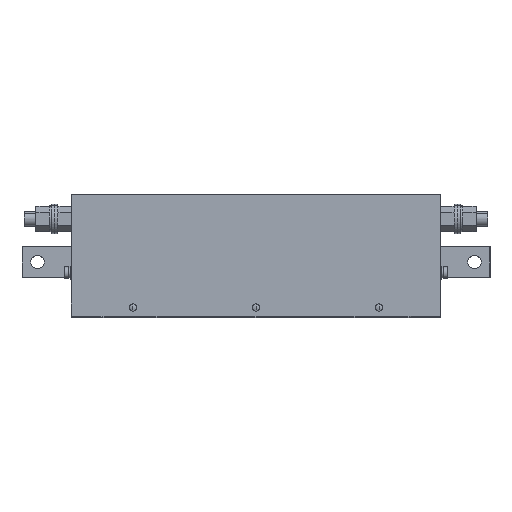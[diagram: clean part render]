
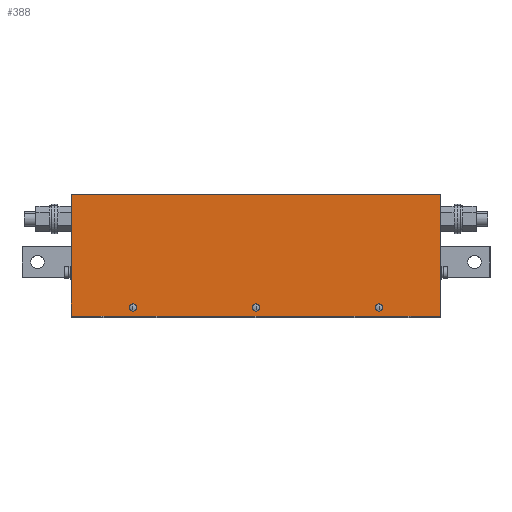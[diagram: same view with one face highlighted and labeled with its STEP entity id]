
A CAD part, top view. The second image highlights one B-rep face of the part: STEP entity #388.
In plain terms, the highlighted planar face has unit normal (0, 0, 1).
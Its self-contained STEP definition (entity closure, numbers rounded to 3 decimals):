
#47 = CARTESIAN_POINT ( 'NONE',  ( -150., 99., 105. ) ) ;
#51 = AXIS2_PLACEMENT_3D ( 'NONE', #6179, #627, #7363 ) ;
#72 = EDGE_CURVE ( 'NONE', #4884, #2653, #6712, .T. ) ;
#176 = CARTESIAN_POINT ( 'NONE',  ( -150., 0., 105. ) ) ;
#272 = FACE_BOUND ( 'NONE', #3392, .T. ) ;
#290 = CARTESIAN_POINT ( 'NONE',  ( -97., 7., 105. ) ) ;
#365 = LINE ( 'NONE', #1507, #366 ) ;
#366 = VECTOR ( 'NONE', #6126, 1000. ) ;
#368 = DIRECTION ( 'NONE',  ( 0., 0., 1. ) ) ;
#382 = ORIENTED_EDGE ( 'NONE', *, *, #72, .F. ) ;
#388 = ADVANCED_FACE ( 'NONE', ( #272, #1727, #4073, #3362 ), #2299, .F. ) ;
#410 = VERTEX_POINT ( 'NONE', #2906 ) ;
#505 = DIRECTION ( 'NONE',  ( -1., 0., 0. ) ) ;
#518 = ORIENTED_EDGE ( 'NONE', *, *, #6554, .F. ) ;
#538 = VECTOR ( 'NONE', #3108, 1000. ) ;
#603 = DIRECTION ( 'NONE',  ( -1., 0., 0. ) ) ;
#612 = DIRECTION ( 'NONE',  ( -1., 0., 0. ) ) ;
#627 = DIRECTION ( 'NONE',  ( 0., 0., 1. ) ) ;
#655 = DIRECTION ( 'NONE',  ( 0., 0., 1. ) ) ;
#1062 = VECTOR ( 'NONE', #4174, 1000. ) ;
#1220 = CIRCLE ( 'NONE', #5582, 3. ) ;
#1507 = CARTESIAN_POINT ( 'NONE',  ( 150., 0., 105. ) ) ;
#1727 = FACE_BOUND ( 'NONE', #6312, .T. ) ;
#1870 = EDGE_CURVE ( 'NONE', #1965, #7466, #7451, .T. ) ;
#1933 = AXIS2_PLACEMENT_3D ( 'NONE', #4977, #3882, #603 ) ;
#1955 = ORIENTED_EDGE ( 'NONE', *, *, #1870, .F. ) ;
#1965 = VERTEX_POINT ( 'NONE', #7029 ) ;
#2068 = DIRECTION ( 'NONE',  ( -1., 0., 0. ) ) ;
#2073 = EDGE_CURVE ( 'NONE', #7119, #2725, #4357, .T. ) ;
#2089 = ORIENTED_EDGE ( 'NONE', *, *, #5640, .T. ) ;
#2203 = DIRECTION ( 'NONE',  ( 0., -1., 0. ) ) ;
#2250 = EDGE_LOOP ( 'NONE', ( #1955, #518 ) ) ;
#2299 = PLANE ( 'NONE',  #2947 ) ;
#2560 = CARTESIAN_POINT ( 'NONE',  ( 0., 7., 105. ) ) ;
#2640 = EDGE_CURVE ( 'NONE', #410, #5625, #4999, .T. ) ;
#2653 = VERTEX_POINT ( 'NONE', #6290 ) ;
#2725 = VERTEX_POINT ( 'NONE', #6438 ) ;
#2770 = DIRECTION ( 'NONE',  ( -1., 0., 0. ) ) ;
#2800 = CIRCLE ( 'NONE', #1933, 3. ) ;
#2906 = CARTESIAN_POINT ( 'NONE',  ( -103., 7., 105. ) ) ;
#2947 = AXIS2_PLACEMENT_3D ( 'NONE', #4565, #4531, #505 ) ;
#2978 = ORIENTED_EDGE ( 'NONE', *, *, #2640, .F. ) ;
#3108 = DIRECTION ( 'NONE',  ( 0., -1., 0. ) ) ;
#3177 = EDGE_CURVE ( 'NONE', #7119, #6579, #6994, .T. ) ;
#3180 = AXIS2_PLACEMENT_3D ( 'NONE', #4506, #368, #2770 ) ;
#3362 = FACE_OUTER_BOUND ( 'NONE', #3551, .T. ) ;
#3392 = EDGE_LOOP ( 'NONE', ( #382, #5334 ) ) ;
#3505 = CARTESIAN_POINT ( 'NONE',  ( 100., 7., 105. ) ) ;
#3545 = CARTESIAN_POINT ( 'NONE',  ( 100., 7., 105. ) ) ;
#3551 = EDGE_LOOP ( 'NONE', ( #2089, #5210, #7221, #4292 ) ) ;
#3570 = AXIS2_PLACEMENT_3D ( 'NONE', #3505, #5814, #612 ) ;
#3631 = AXIS2_PLACEMENT_3D ( 'NONE', #3545, #655, #5289 ) ;
#3882 = DIRECTION ( 'NONE',  ( 0., 0., 1. ) ) ;
#4073 = FACE_BOUND ( 'NONE', #2250, .T. ) ;
#4174 = DIRECTION ( 'NONE',  ( -1., 0., 0. ) ) ;
#4258 = DIRECTION ( 'NONE',  ( 0., 0., 1. ) ) ;
#4292 = ORIENTED_EDGE ( 'NONE', *, *, #3177, .T. ) ;
#4354 = CIRCLE ( 'NONE', #3631, 3. ) ;
#4357 = LINE ( 'NONE', #6023, #538 ) ;
#4467 = CARTESIAN_POINT ( 'NONE',  ( 150., 99., 105. ) ) ;
#4506 = CARTESIAN_POINT ( 'NONE',  ( -100., 7., 105. ) ) ;
#4511 = CARTESIAN_POINT ( 'NONE',  ( -150., 0., 105. ) ) ;
#4531 = DIRECTION ( 'NONE',  ( 0., 0., -1. ) ) ;
#4565 = CARTESIAN_POINT ( 'NONE',  ( 150., 0., 105. ) ) ;
#4884 = VERTEX_POINT ( 'NONE', #5075 ) ;
#4977 = CARTESIAN_POINT ( 'NONE',  ( -100., 7., 105. ) ) ;
#4999 = CIRCLE ( 'NONE', #3180, 3. ) ;
#5075 = CARTESIAN_POINT ( 'NONE',  ( 3., 7., 105. ) ) ;
#5083 = VECTOR ( 'NONE', #2203, 1000. ) ;
#5210 = ORIENTED_EDGE ( 'NONE', *, *, #7084, .F. ) ;
#5289 = DIRECTION ( 'NONE',  ( -1., 0., 0. ) ) ;
#5334 = ORIENTED_EDGE ( 'NONE', *, *, #7419, .F. ) ;
#5380 = VERTEX_POINT ( 'NONE', #176 ) ;
#5582 = AXIS2_PLACEMENT_3D ( 'NONE', #2560, #4258, #2068 ) ;
#5625 = VERTEX_POINT ( 'NONE', #290 ) ;
#5640 = EDGE_CURVE ( 'NONE', #6579, #5380, #6296, .T. ) ;
#5814 = DIRECTION ( 'NONE',  ( 0., 0., 1. ) ) ;
#6023 = CARTESIAN_POINT ( 'NONE',  ( 150., 0., 105. ) ) ;
#6126 = DIRECTION ( 'NONE',  ( -1., 0., 0. ) ) ;
#6179 = CARTESIAN_POINT ( 'NONE',  ( 0., 7., 105. ) ) ;
#6290 = CARTESIAN_POINT ( 'NONE',  ( -3., 7., 105. ) ) ;
#6296 = LINE ( 'NONE', #4511, #5083 ) ;
#6302 = ORIENTED_EDGE ( 'NONE', *, *, #6859, .F. ) ;
#6312 = EDGE_LOOP ( 'NONE', ( #6302, #2978 ) ) ;
#6419 = CARTESIAN_POINT ( 'NONE',  ( 150., 99., 105. ) ) ;
#6438 = CARTESIAN_POINT ( 'NONE',  ( 150., 0., 105. ) ) ;
#6554 = EDGE_CURVE ( 'NONE', #7466, #1965, #4354, .T. ) ;
#6579 = VERTEX_POINT ( 'NONE', #47 ) ;
#6654 = CARTESIAN_POINT ( 'NONE',  ( 97., 7., 105. ) ) ;
#6712 = CIRCLE ( 'NONE', #51, 3. ) ;
#6859 = EDGE_CURVE ( 'NONE', #5625, #410, #2800, .T. ) ;
#6994 = LINE ( 'NONE', #6419, #1062 ) ;
#7029 = CARTESIAN_POINT ( 'NONE',  ( 103., 7., 105. ) ) ;
#7084 = EDGE_CURVE ( 'NONE', #2725, #5380, #365, .T. ) ;
#7119 = VERTEX_POINT ( 'NONE', #4467 ) ;
#7221 = ORIENTED_EDGE ( 'NONE', *, *, #2073, .F. ) ;
#7363 = DIRECTION ( 'NONE',  ( -1., 0., 0. ) ) ;
#7419 = EDGE_CURVE ( 'NONE', #2653, #4884, #1220, .T. ) ;
#7451 = CIRCLE ( 'NONE', #3570, 3. ) ;
#7466 = VERTEX_POINT ( 'NONE', #6654 ) ;
